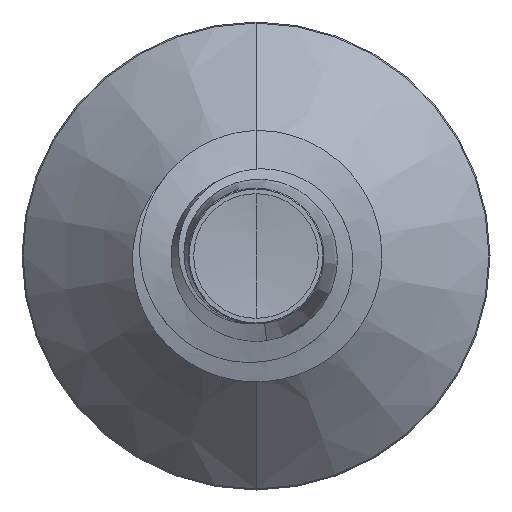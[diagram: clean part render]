
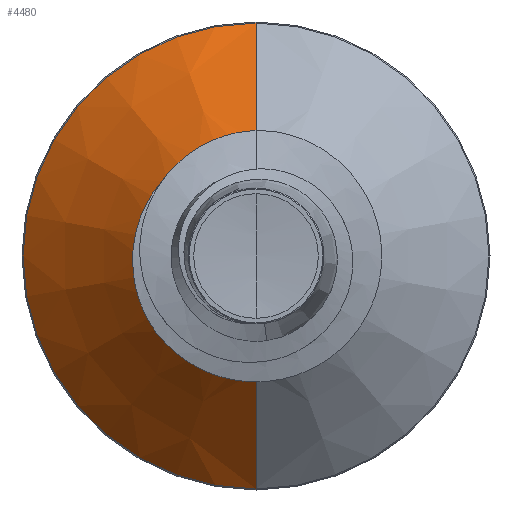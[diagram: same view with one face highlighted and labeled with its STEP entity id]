
A CAD part, front view. The second image highlights one B-rep face of the part: STEP entity #4480.
In plain terms, the highlighted conical face has half-angle 45 degrees and reference radius 2.301 mm.
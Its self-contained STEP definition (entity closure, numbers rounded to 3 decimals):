
#562 = AXIS2_PLACEMENT_3D ( 'NONE', #4613, #4608, #4602 ) ;
#662 = AXIS2_PLACEMENT_3D ( 'NONE', #3376, #3661, #3420 ) ;
#1425 = CARTESIAN_POINT ( 'NONE',  ( 0., 5.228, -4.628 ) ) ;
#1456 = DIRECTION ( 'NONE',  ( 0., 0.707, 0.707 ) ) ;
#1494 = CARTESIAN_POINT ( 'NONE',  ( 0., 2.901, 2.301 ) ) ;
#2786 = FACE_OUTER_BOUND ( 'NONE', #5039, .T. ) ;
#2822 = DIRECTION ( 'NONE',  ( 0., 0., 1. ) ) ;
#2833 = DIRECTION ( 'NONE',  ( 0., 1., 0. ) ) ;
#2839 = CARTESIAN_POINT ( 'NONE',  ( 0., 5.228, 0. ) ) ;
#2963 = VERTEX_POINT ( 'NONE', #6348 ) ;
#3376 = CARTESIAN_POINT ( 'NONE',  ( 0., 2.901, 0. ) ) ;
#3420 = DIRECTION ( 'NONE',  ( 0., 0., 1. ) ) ;
#3458 = ORIENTED_EDGE ( 'NONE', *, *, #8707, .F. ) ;
#3661 = DIRECTION ( 'NONE',  ( 0., 1., 0. ) ) ;
#3944 = LINE ( 'NONE', #4193, #6018 ) ;
#4004 = CARTESIAN_POINT ( 'NONE',  ( 0., 2.901, -2.301 ) ) ;
#4082 = VECTOR ( 'NONE', #1456, 1000. ) ;
#4175 = DIRECTION ( 'NONE',  ( 0., 0.707, -0.707 ) ) ;
#4193 = CARTESIAN_POINT ( 'NONE',  ( 0., 2.901, -2.301 ) ) ;
#4315 = VERTEX_POINT ( 'NONE', #4004 ) ;
#4480 = ADVANCED_FACE ( 'NONE', ( #2786 ), #4708, .T. ) ;
#4602 = DIRECTION ( 'NONE',  ( 0., 0., 1. ) ) ;
#4608 = DIRECTION ( 'NONE',  ( 0., 1., 0. ) ) ;
#4613 = CARTESIAN_POINT ( 'NONE',  ( 0., 2.901, 0. ) ) ;
#4708 = CONICAL_SURFACE ( 'NONE', #662, 2.301, 0.785 ) ;
#4818 = CIRCLE ( 'NONE', #6551, 4.628 ) ;
#5039 = EDGE_LOOP ( 'NONE', ( #3458, #5846, #7617, #8908 ) ) ;
#5846 = ORIENTED_EDGE ( 'NONE', *, *, #8698, .T. ) ;
#6018 = VECTOR ( 'NONE', #4175, 1000. ) ;
#6348 = CARTESIAN_POINT ( 'NONE',  ( 0., 2.901, 2.301 ) ) ;
#6551 = AXIS2_PLACEMENT_3D ( 'NONE', #2839, #2833, #2822 ) ;
#7021 = VERTEX_POINT ( 'NONE', #1425 ) ;
#7518 = CARTESIAN_POINT ( 'NONE',  ( 0., 5.228, 4.628 ) ) ;
#7617 = ORIENTED_EDGE ( 'NONE', *, *, #8841, .T. ) ;
#8016 = CIRCLE ( 'NONE', #562, 2.301 ) ;
#8536 = VERTEX_POINT ( 'NONE', #7518 ) ;
#8698 = EDGE_CURVE ( 'NONE', #4315, #2963, #8016, .T. ) ;
#8707 = EDGE_CURVE ( 'NONE', #4315, #7021, #3944, .T. ) ;
#8841 = EDGE_CURVE ( 'NONE', #2963, #8536, #9264, .T. ) ;
#8908 = ORIENTED_EDGE ( 'NONE', *, *, #8970, .F. ) ;
#8970 = EDGE_CURVE ( 'NONE', #7021, #8536, #4818, .T. ) ;
#9264 = LINE ( 'NONE', #1494, #4082 ) ;
